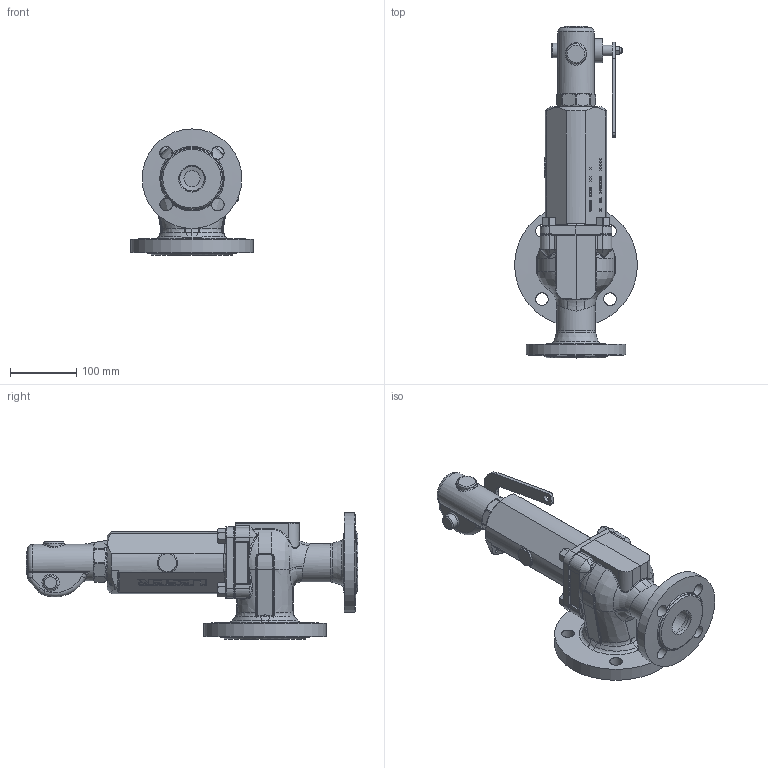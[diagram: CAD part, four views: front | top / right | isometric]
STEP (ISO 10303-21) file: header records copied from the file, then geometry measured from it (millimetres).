
FILE_DESCRIPTION(/* description */ (''),/* implementation_level */ '2;1');
FILE_NAME(/* name */ 'AT4539-441_106449.step',/* time_stamp */ '2025-08-06T16:16:18+02:00',/* author */ (''),/* organization */ (''),/* preprocessor_version */ 'ST-DEVELOPER v20.1',/* originating_system */ 'Autodesk Translation Framework v14.10.0.0',/* authorisation */ '');
FILE_SCHEMA (('AUTOMOTIVE_DESIGN { 1 0 10303 214 3 1 1 }'));
Products named in the file (9): 441-DN40-H4-PN16_ASM; 109-0709-10-B01; 141-2309-01-B09; 150-1349-9000-S40_ASM; 155-2209-05-B01; 159-1209-08-B01; 191-0809-06; M8_DIN934; M12_DIN934
Assembly tree (11 placements, depth 3):
  441-DN40-H4-PN16_ASM
    109-0709-10-B01
    141-2309-01-B09
    M12_DIN934  x4
    150-1349-9000-S40_ASM
      155-2209-05-B01
      159-1209-08-B01
      191-0809-06
      M8_DIN934
Bounding box: 185 x 500 x 190 mm (x, y, z)
Volume: 2098991.7 mm3; surface area: 422235.4 mm2
Topology: 10 solids, 10 shells, 1460 faces, 3863 edges, 2470 vertices
Faces by surface type: plane 902, bspline 230, cylinder 163, cone 108, torus 45, sphere 12
Full cylindrical faces by diameter (mm): 5 x1, 8 x2, 10 x1, 10.4 x1, 11 x1, 12 x8, 14 x4, 16 x2, 16.4 x2, 19 x8, 20 x1, 22 x1, 24.12 x1, 26.44 x1, 35 x1, 36 x1, 37 x1, 39.5 x1, 40 x1, 42 x2, 42.5 x1, 43 x1, 46 x1, 54.998 x1, 55 x1, 58 x1, 65 x1, 68 x1, 70 x1, 71 x1
Entity records: 70368 total; most frequent: CARTESIAN_POINT 37475, ORIENTED_EDGE 7344, DIRECTION 5961, EDGE_CURVE 3672, LINE 2451, VECTOR 2451, VERTEX_POINT 2356, AXIS2_PLACEMENT_3D 1755
